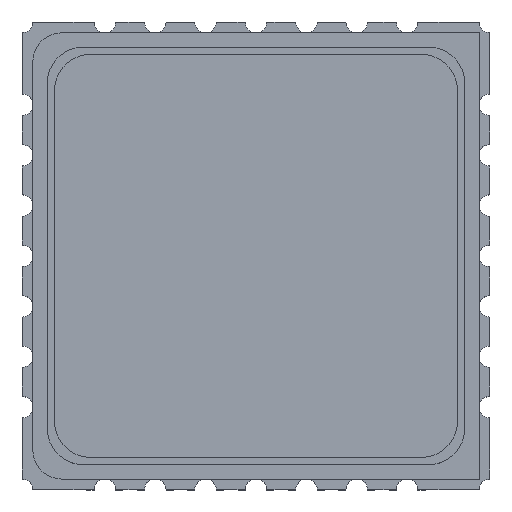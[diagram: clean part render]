
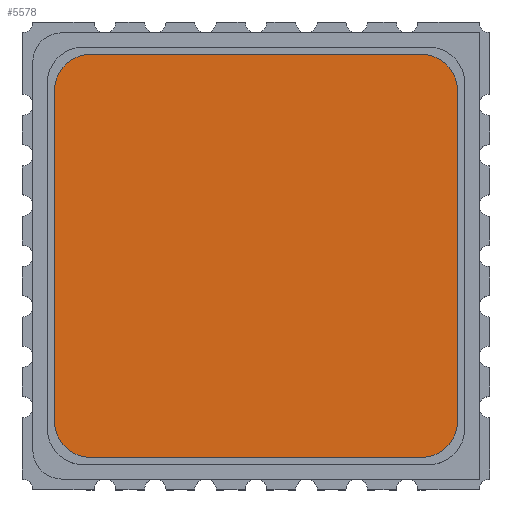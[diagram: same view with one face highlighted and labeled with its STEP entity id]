
A CAD part, top view. The second image highlights one B-rep face of the part: STEP entity #5578.
In plain terms, the highlighted face is planar.
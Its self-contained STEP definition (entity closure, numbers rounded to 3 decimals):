
#5578=ADVANCED_FACE('',(#9713),#9715,.F.);
#9713=FACE_BOUND('',#9714,.T.);
#9714=EDGE_LOOP('',(#13056,#13057,#13058,#13059,#13060,#13061,#13062,#13063));
#9715=PLANE('',#9716);
#9716=AXIS2_PLACEMENT_3D('',#9717,#9718,#9719);
#9717=CARTESIAN_POINT('',(0.,0.,0.));
#9718=DIRECTION('',(0.,0.,1.));
#9719=DIRECTION('',(1.,0.,0.));
#13056=ORIENTED_EDGE('',*,*,#14735,.F.);
#13057=ORIENTED_EDGE('',*,*,#14733,.F.);
#13058=ORIENTED_EDGE('',*,*,#14731,.F.);
#13059=ORIENTED_EDGE('',*,*,#14729,.F.);
#13060=ORIENTED_EDGE('',*,*,#14727,.F.);
#13061=ORIENTED_EDGE('',*,*,#14725,.F.);
#13062=ORIENTED_EDGE('',*,*,#14723,.F.);
#13063=ORIENTED_EDGE('',*,*,#14720,.F.);
#14720=EDGE_CURVE('',#17516,#17517,#17518,.T.);
#14723=EDGE_CURVE('',#17517,#17521,#17522,.T.);
#14725=EDGE_CURVE('',#17521,#17524,#17525,.T.);
#14727=EDGE_CURVE('',#17524,#17527,#17528,.T.);
#14729=EDGE_CURVE('',#17527,#17530,#17531,.T.);
#14731=EDGE_CURVE('',#17530,#17533,#17534,.T.);
#14733=EDGE_CURVE('',#17533,#17536,#17537,.T.);
#14735=EDGE_CURVE('',#17536,#17516,#17539,.T.);
#17516=VERTEX_POINT('',#24003);
#17517=VERTEX_POINT('',#24004);
#17518=CIRCLE('',#24005,0.5);
#17521=VERTEX_POINT('',#24015);
#17522=LINE('',#24016,#24017);
#17524=VERTEX_POINT('',#24022);
#17525=CIRCLE('',#24023,0.5);
#17527=VERTEX_POINT('',#24030);
#17528=LINE('',#24031,#24032);
#17530=VERTEX_POINT('',#24037);
#17531=CIRCLE('',#24038,0.5);
#17533=VERTEX_POINT('',#24045);
#17534=LINE('',#24046,#24047);
#17536=VERTEX_POINT('',#24052);
#17537=CIRCLE('',#24053,0.5);
#17539=LINE('',#24060,#24061);
#24003=CARTESIAN_POINT('',(2.8,2.3,0.));
#24004=CARTESIAN_POINT('',(2.3,2.8,0.));
#24005=AXIS2_PLACEMENT_3D('',#24006,#24007,#24008);
#24006=CARTESIAN_POINT('',(2.3,2.3,0.));
#24007=DIRECTION('',(0.,0.,1.));
#24008=DIRECTION('',(1.,0.,0.));
#24015=CARTESIAN_POINT('',(-2.3,2.8,0.));
#24016=CARTESIAN_POINT('',(2.3,2.8,0.));
#24017=VECTOR('',#24018,1.);
#24018=DIRECTION('',(-1.,0.,0.));
#24022=CARTESIAN_POINT('',(-2.8,2.3,0.));
#24023=AXIS2_PLACEMENT_3D('',#24024,#24025,#24026);
#24024=CARTESIAN_POINT('',(-2.3,2.3,0.));
#24025=DIRECTION('',(0.,0.,1.));
#24026=DIRECTION('',(0.,1.,0.));
#24030=CARTESIAN_POINT('',(-2.8,-2.3,0.));
#24031=CARTESIAN_POINT('',(-2.8,2.3,0.));
#24032=VECTOR('',#24033,1.);
#24033=DIRECTION('',(0.,-1.,0.));
#24037=CARTESIAN_POINT('',(-2.3,-2.8,0.));
#24038=AXIS2_PLACEMENT_3D('',#24039,#24040,#24041);
#24039=CARTESIAN_POINT('',(-2.3,-2.3,0.));
#24040=DIRECTION('',(0.,0.,1.));
#24041=DIRECTION('',(-1.,0.,0.));
#24045=CARTESIAN_POINT('',(2.3,-2.8,0.));
#24046=CARTESIAN_POINT('',(-2.3,-2.8,0.));
#24047=VECTOR('',#24048,1.);
#24048=DIRECTION('',(1.,0.,0.));
#24052=CARTESIAN_POINT('',(2.8,-2.3,0.));
#24053=AXIS2_PLACEMENT_3D('',#24054,#24055,#24056);
#24054=CARTESIAN_POINT('',(2.3,-2.3,0.));
#24055=DIRECTION('',(0.,0.,1.));
#24056=DIRECTION('',(0.,-1.,0.));
#24060=CARTESIAN_POINT('',(2.8,-2.3,0.));
#24061=VECTOR('',#24062,1.);
#24062=DIRECTION('',(0.,1.,0.));
